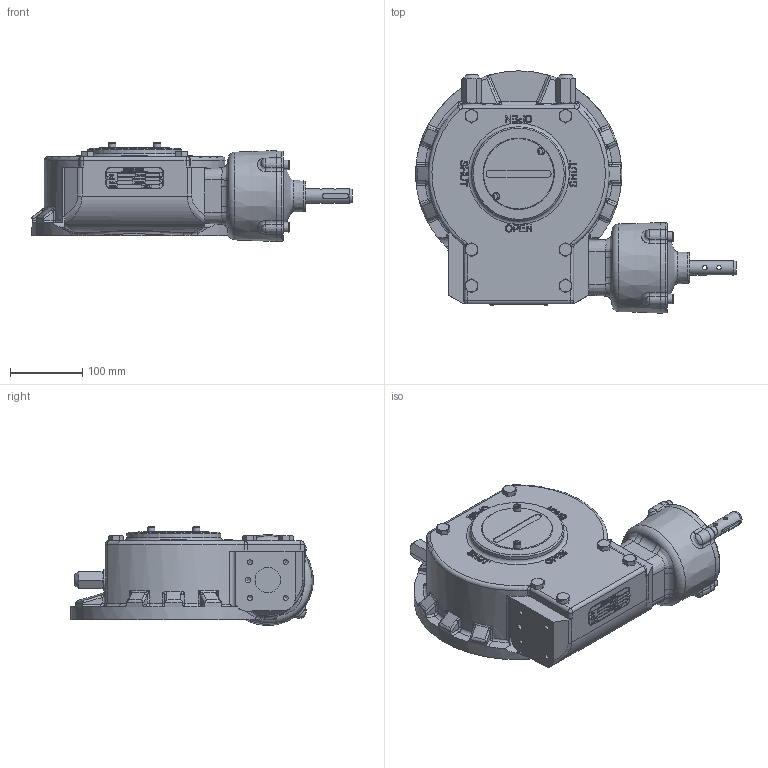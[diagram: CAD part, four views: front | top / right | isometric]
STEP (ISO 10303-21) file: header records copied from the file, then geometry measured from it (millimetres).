
FILE_DESCRIPTION(/* description */ ('Unknown'),/* implementation_level */ '2;1');
FILE_NAME(/* name */ 'AB1950SS-PR4 LH r01',/* time_stamp */ '2018-05-23T15:49:38+02:00',/* author */ ('Unknown'),/* organization */ ('Unknown'),/* preprocessor_version */ 'ST-DEVELOPER v16.7',/* originating_system */ 'DEX',/* authorisation */ $);
FILE_SCHEMA (('AUTOMOTIVE_DESIGN {1 0 10303 214 3 1 1}'));
Length unit declared in the file: millimetre
Products named in the file (1): AB1950SS-PR4 LH
Bounding box: 443.44 x 335.19 x 136.59 mm (x, y, z)
Volume: 7861032.6 mm3; surface area: 344709.2 mm2
Topology: 5 solids, 6 shells, 1891 faces, 4745 edges, 3068 vertices
Faces by surface type: plane 1268, bspline 335, cylinder 113, cone 103, torus 66, sphere 6
Full cylindrical faces by diameter (mm): 6 x2, 6.647 x4, 8 x1, 10 x2, 13.27 x4, 20 x1, 22.098 x1, 29.583 x1, 30 x4, 32 x2, 35 x1, 95.75 x2, 99 x1, 100 x3, 130 x1
Entity records: 67415 total; most frequent: CARTESIAN_POINT 26252, ORIENTED_EDGE 9142, DIRECTION 6822, EDGE_CURVE 4571, VERTEX_POINT 3039, LINE 2692, VECTOR 2692, FACE_BOUND 2252
